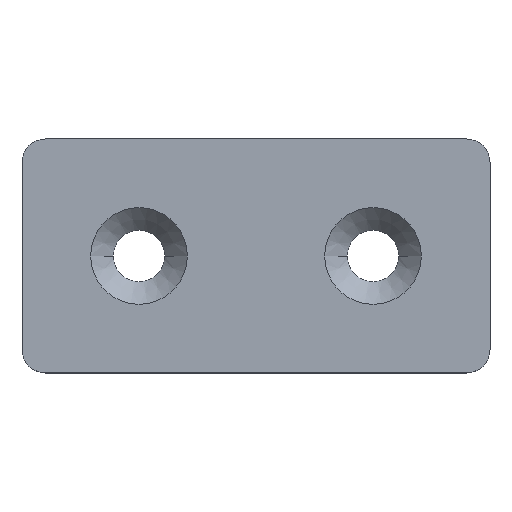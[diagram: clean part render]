
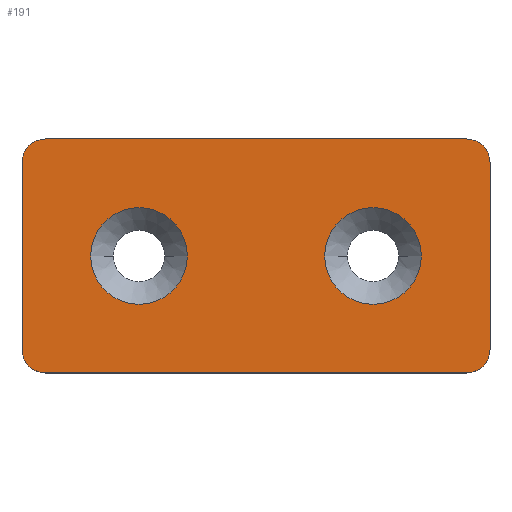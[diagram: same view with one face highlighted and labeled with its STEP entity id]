
A CAD part, top view. The second image highlights one B-rep face of the part: STEP entity #191.
In plain terms, the highlighted planar face has unit normal (0, 0, 1).
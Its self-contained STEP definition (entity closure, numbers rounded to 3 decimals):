
#3 = CARTESIAN_POINT ( 'NONE',  ( -30., -15., 3. ) ) ;
#4 = EDGE_CURVE ( 'NONE', #217, #160, #540, .T. ) ;
#6 = ORIENTED_EDGE ( 'NONE', *, *, #401, .F. ) ;
#8 = AXIS2_PLACEMENT_3D ( 'NONE', #309, #46, #481 ) ;
#14 = CARTESIAN_POINT ( 'NONE',  ( -21.2, 0., 3. ) ) ;
#19 = DIRECTION ( 'NONE',  ( 0., -1., 0. ) ) ;
#22 = DIRECTION ( 'NONE',  ( -1., 0., 0. ) ) ;
#23 = ORIENTED_EDGE ( 'NONE', *, *, #428, .T. ) ;
#31 = CARTESIAN_POINT ( 'NONE',  ( -30., 15., 3. ) ) ;
#43 = LINE ( 'NONE', #3, #220 ) ;
#46 = DIRECTION ( 'NONE',  ( 0., 0., -1. ) ) ;
#48 = AXIS2_PLACEMENT_3D ( 'NONE', #154, #513, #576 ) ;
#49 = VECTOR ( 'NONE', #19, 1000. ) ;
#53 = VERTEX_POINT ( 'NONE', #588 ) ;
#59 = EDGE_CURVE ( 'NONE', #479, #153, #94, .T. ) ;
#75 = CARTESIAN_POINT ( 'NONE',  ( 27., 15., 3. ) ) ;
#80 = DIRECTION ( 'NONE',  ( 0., 0., 1. ) ) ;
#81 = VERTEX_POINT ( 'NONE', #231 ) ;
#87 = DIRECTION ( 'NONE',  ( 0., 0., -1. ) ) ;
#94 = LINE ( 'NONE', #590, #270 ) ;
#98 = VECTOR ( 'NONE', #204, 1000. ) ;
#105 = FACE_BOUND ( 'NONE', #450, .T. ) ;
#106 = LINE ( 'NONE', #381, #98 ) ;
#109 = DIRECTION ( 'NONE',  ( 1., 0., 0. ) ) ;
#126 = CARTESIAN_POINT ( 'NONE',  ( 8.8, 0., 3. ) ) ;
#127 = ORIENTED_EDGE ( 'NONE', *, *, #151, .T. ) ;
#143 = DIRECTION ( 'NONE',  ( 0., 0., 1. ) ) ;
#146 = DIRECTION ( 'NONE',  ( 0., 0., -1. ) ) ;
#147 = CIRCLE ( 'NONE', #569, 3. ) ;
#151 = EDGE_CURVE ( 'NONE', #340, #479, #507, .T. ) ;
#152 = CARTESIAN_POINT ( 'NONE',  ( -8.8, 0., 3. ) ) ;
#153 = VERTEX_POINT ( 'NONE', #555 ) ;
#154 = CARTESIAN_POINT ( 'NONE',  ( -27., -12., 3. ) ) ;
#157 = ORIENTED_EDGE ( 'NONE', *, *, #438, .T. ) ;
#160 = VERTEX_POINT ( 'NONE', #213 ) ;
#161 = ORIENTED_EDGE ( 'NONE', *, *, #361, .F. ) ;
#167 = AXIS2_PLACEMENT_3D ( 'NONE', #31, #87, #478 ) ;
#171 = AXIS2_PLACEMENT_3D ( 'NONE', #410, #502, #109 ) ;
#191 = ADVANCED_FACE ( 'NONE', ( #105, #200, #578 ), #520, .F. ) ;
#192 = CIRCLE ( 'NONE', #235, 6.2 ) ;
#194 = ORIENTED_EDGE ( 'NONE', *, *, #4, .T. ) ;
#200 = FACE_BOUND ( 'NONE', #269, .T. ) ;
#204 = DIRECTION ( 'NONE',  ( 0., 1., 0. ) ) ;
#213 = CARTESIAN_POINT ( 'NONE',  ( -30., -12., 3. ) ) ;
#217 = VERTEX_POINT ( 'NONE', #516 ) ;
#218 = CARTESIAN_POINT ( 'NONE',  ( 27., -15., 3. ) ) ;
#220 = VECTOR ( 'NONE', #394, 1000. ) ;
#231 = CARTESIAN_POINT ( 'NONE',  ( 21.2, 0., 3. ) ) ;
#235 = AXIS2_PLACEMENT_3D ( 'NONE', #455, #143, #407 ) ;
#248 = CIRCLE ( 'NONE', #8, 6.2 ) ;
#254 = CIRCLE ( 'NONE', #48, 3. ) ;
#263 = ORIENTED_EDGE ( 'NONE', *, *, #464, .T. ) ;
#269 = EDGE_LOOP ( 'NONE', ( #466, #317 ) ) ;
#270 = VECTOR ( 'NONE', #553, 1000. ) ;
#277 = VERTEX_POINT ( 'NONE', #152 ) ;
#278 = EDGE_CURVE ( 'NONE', #352, #367, #43, .T. ) ;
#293 = ORIENTED_EDGE ( 'NONE', *, *, #59, .T. ) ;
#295 = AXIS2_PLACEMENT_3D ( 'NONE', #458, #146, #408 ) ;
#303 = VERTEX_POINT ( 'NONE', #126 ) ;
#309 = CARTESIAN_POINT ( 'NONE',  ( -15., 0., 3. ) ) ;
#317 = ORIENTED_EDGE ( 'NONE', *, *, #489, .T. ) ;
#332 = CIRCLE ( 'NONE', #295, 6.2 ) ;
#333 = EDGE_CURVE ( 'NONE', #277, #392, #332, .T. ) ;
#337 = ORIENTED_EDGE ( 'NONE', *, *, #558, .T. ) ;
#340 = VERTEX_POINT ( 'NONE', #498 ) ;
#352 = VERTEX_POINT ( 'NONE', #359 ) ;
#353 = DIRECTION ( 'NONE',  ( 0., 0., 1. ) ) ;
#359 = CARTESIAN_POINT ( 'NONE',  ( -27., -15., 3. ) ) ;
#361 = EDGE_CURVE ( 'NONE', #81, #303, #192, .T. ) ;
#367 = VERTEX_POINT ( 'NONE', #218 ) ;
#370 = CARTESIAN_POINT ( 'NONE',  ( -30., -15., 3. ) ) ;
#381 = CARTESIAN_POINT ( 'NONE',  ( 30., -15., 3. ) ) ;
#388 = DIRECTION ( 'NONE',  ( -1., 0., 0. ) ) ;
#392 = VERTEX_POINT ( 'NONE', #14 ) ;
#393 = EDGE_LOOP ( 'NONE', ( #293, #263, #194, #337, #434, #157, #23, #127 ) ) ;
#394 = DIRECTION ( 'NONE',  ( 1., 0., 0. ) ) ;
#401 = EDGE_CURVE ( 'NONE', #303, #81, #583, .T. ) ;
#407 = DIRECTION ( 'NONE',  ( 1., 0., 0. ) ) ;
#408 = DIRECTION ( 'NONE',  ( -1., 0., 0. ) ) ;
#410 = CARTESIAN_POINT ( 'NONE',  ( 15., 0., 3. ) ) ;
#428 = EDGE_CURVE ( 'NONE', #53, #340, #106, .T. ) ;
#434 = ORIENTED_EDGE ( 'NONE', *, *, #278, .T. ) ;
#436 = CARTESIAN_POINT ( 'NONE',  ( 27., 12., 3. ) ) ;
#438 = EDGE_CURVE ( 'NONE', #367, #53, #482, .T. ) ;
#450 = EDGE_LOOP ( 'NONE', ( #6, #161 ) ) ;
#455 = CARTESIAN_POINT ( 'NONE',  ( 15., 0., 3. ) ) ;
#458 = CARTESIAN_POINT ( 'NONE',  ( -15., 0., 3. ) ) ;
#464 = EDGE_CURVE ( 'NONE', #153, #217, #147, .T. ) ;
#466 = ORIENTED_EDGE ( 'NONE', *, *, #333, .T. ) ;
#470 = AXIS2_PLACEMENT_3D ( 'NONE', #527, #80, #388 ) ;
#478 = DIRECTION ( 'NONE',  ( -1., 0., 0. ) ) ;
#479 = VERTEX_POINT ( 'NONE', #75 ) ;
#481 = DIRECTION ( 'NONE',  ( -1., 0., 0. ) ) ;
#482 = CIRCLE ( 'NONE', #470, 3. ) ;
#489 = EDGE_CURVE ( 'NONE', #392, #277, #248, .T. ) ;
#498 = CARTESIAN_POINT ( 'NONE',  ( 30., 12., 3. ) ) ;
#502 = DIRECTION ( 'NONE',  ( 0., 0., 1. ) ) ;
#507 = CIRCLE ( 'NONE', #586, 3. ) ;
#513 = DIRECTION ( 'NONE',  ( 0., 0., 1. ) ) ;
#516 = CARTESIAN_POINT ( 'NONE',  ( -30., 12., 3. ) ) ;
#517 = CARTESIAN_POINT ( 'NONE',  ( -27., 12., 3. ) ) ;
#520 = PLANE ( 'NONE',  #167 ) ;
#527 = CARTESIAN_POINT ( 'NONE',  ( 27., -12., 3. ) ) ;
#528 = DIRECTION ( 'NONE',  ( 0., 0., 1. ) ) ;
#536 = DIRECTION ( 'NONE',  ( -1., 0., 0. ) ) ;
#540 = LINE ( 'NONE', #370, #49 ) ;
#553 = DIRECTION ( 'NONE',  ( -1., 0., 0. ) ) ;
#555 = CARTESIAN_POINT ( 'NONE',  ( -27., 15., 3. ) ) ;
#558 = EDGE_CURVE ( 'NONE', #160, #352, #254, .T. ) ;
#569 = AXIS2_PLACEMENT_3D ( 'NONE', #517, #353, #22 ) ;
#576 = DIRECTION ( 'NONE',  ( -1., 0., 0. ) ) ;
#578 = FACE_OUTER_BOUND ( 'NONE', #393, .T. ) ;
#583 = CIRCLE ( 'NONE', #171, 6.2 ) ;
#586 = AXIS2_PLACEMENT_3D ( 'NONE', #436, #528, #536 ) ;
#588 = CARTESIAN_POINT ( 'NONE',  ( 30., -12., 3. ) ) ;
#590 = CARTESIAN_POINT ( 'NONE',  ( -30., 15., 3. ) ) ;
